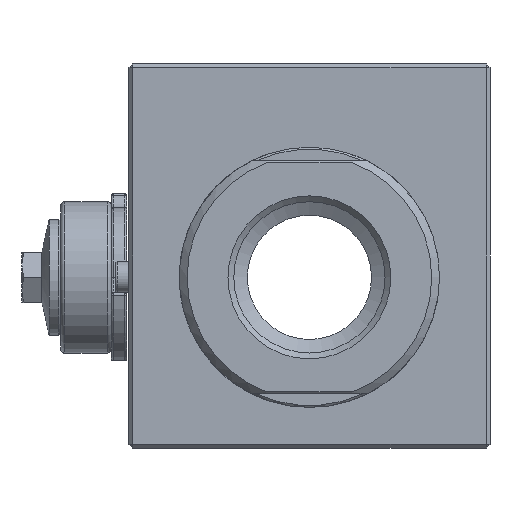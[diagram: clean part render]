
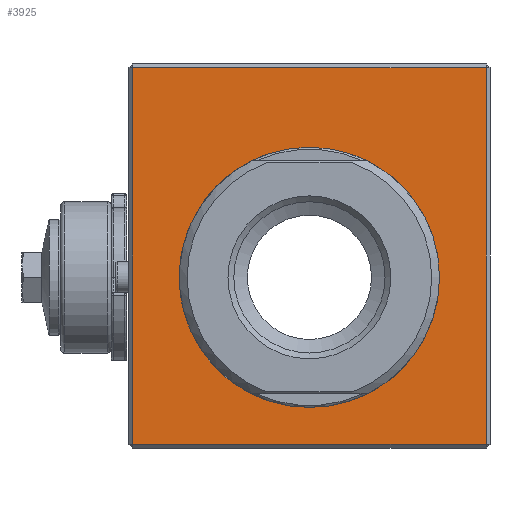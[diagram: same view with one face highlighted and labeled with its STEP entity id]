
A CAD part, left-side view. The second image highlights one B-rep face of the part: STEP entity #3925.
In plain terms, the highlighted planar face has unit normal (-1, 0, 0).
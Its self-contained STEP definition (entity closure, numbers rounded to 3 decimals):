
#529=CIRCLE('',#5656,29.45);
#1516=ORIENTED_EDGE('',*,*,#2078,.T.);
#1517=ORIENTED_EDGE('',*,*,#2033,.T.);
#1518=ORIENTED_EDGE('',*,*,#2024,.T.);
#1519=ORIENTED_EDGE('',*,*,#2041,.T.);
#1520=ORIENTED_EDGE('',*,*,#2052,.T.);
#2024=EDGE_CURVE('',#2407,#2406,#2578,.T.);
#2033=EDGE_CURVE('',#2411,#2407,#2587,.T.);
#2041=EDGE_CURVE('',#2406,#2418,#2595,.T.);
#2052=EDGE_CURVE('',#2418,#2411,#2606,.T.);
#2078=EDGE_CURVE('',#2436,#2436,#529,.T.);
#2406=VERTEX_POINT('',#8365);
#2407=VERTEX_POINT('',#8367);
#2411=VERTEX_POINT('',#8381);
#2418=VERTEX_POINT('',#8400);
#2436=VERTEX_POINT('',#8476);
#2578=LINE('',#8366,#2740);
#2587=LINE('',#8384,#2749);
#2595=LINE('',#8401,#2757);
#2606=LINE('',#8421,#2768);
#2740=VECTOR('',#6768,1000.);
#2749=VECTOR('',#6783,1000.);
#2757=VECTOR('',#6797,1000.);
#2768=VECTOR('',#6818,1000.);
#3120=EDGE_LOOP('',(#1516));
#3121=EDGE_LOOP('',(#1517,#1518,#1519,#1520));
#3515=FACE_BOUND('',#3120,.T.);
#3516=FACE_BOUND('',#3121,.T.);
#3674=PLANE('',#5655);
#3925=ADVANCED_FACE('',(#3515,#3516),#3674,.T.);
#5655=AXIS2_PLACEMENT_3D('',#8474,#6879,#6880);
#5656=AXIS2_PLACEMENT_3D('',#8475,#6881,#6882);
#6768=DIRECTION('',(0.,1.,0.));
#6783=DIRECTION('',(0.,0.,1.));
#6797=DIRECTION('',(0.,0.,-1.));
#6818=DIRECTION('',(0.,-1.,0.));
#6879=DIRECTION('',(-1.,0.,0.));
#6880=DIRECTION('',(0.,0.,1.));
#6881=DIRECTION('',(1.,0.,0.));
#6882=DIRECTION('',(0.,0.,1.));
#8365=CARTESIAN_POINT('',(0.,45.5,54.));
#8366=CARTESIAN_POINT('',(0.,46.5,54.));
#8367=CARTESIAN_POINT('',(0.,-45.5,54.));
#8381=CARTESIAN_POINT('',(0.,-45.5,-43.));
#8384=CARTESIAN_POINT('',(0.,-45.5,55.));
#8400=CARTESIAN_POINT('',(0.,45.5,-43.));
#8401=CARTESIAN_POINT('',(0.,45.5,-44.));
#8421=CARTESIAN_POINT('',(0.,-46.5,-43.));
#8474=CARTESIAN_POINT('',(0.,46.5,55.));
#8475=CARTESIAN_POINT('',(0.,0.,0.));
#8476=CARTESIAN_POINT('',(0.,0.,29.45));
